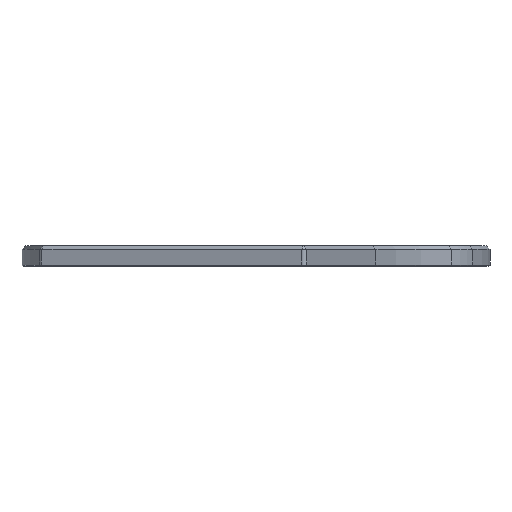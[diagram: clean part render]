
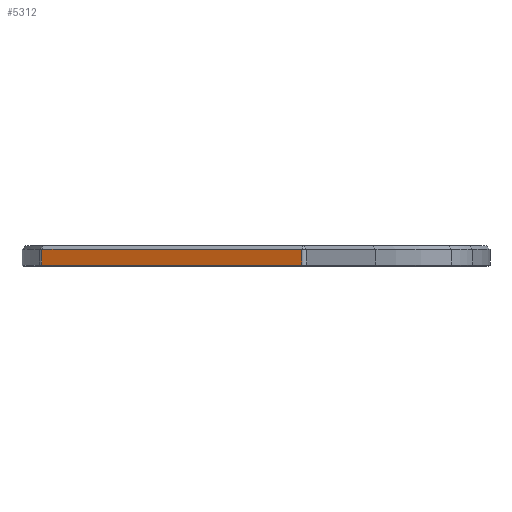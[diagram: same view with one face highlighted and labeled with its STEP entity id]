
A CAD part, left-side view. The second image highlights one B-rep face of the part: STEP entity #5312.
In plain terms, the highlighted planar face has unit normal (-0.94, 0.342, 0).
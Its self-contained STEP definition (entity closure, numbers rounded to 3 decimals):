
#417=FACE_OUTER_BOUND('',#820,.T.);
#820=EDGE_LOOP('',(#4270,#4271,#4272,#4273));
#1274=LINE('',#9092,#1674);
#1287=LINE('',#9149,#1687);
#1288=LINE('',#9153,#1688);
#1289=LINE('',#9154,#1689);
#1674=VECTOR('',#7232,10.);
#1687=VECTOR('',#7293,10.);
#1688=VECTOR('',#7298,10.);
#1689=VECTOR('',#7299,10.);
#2616=VERTEX_POINT('',#9088);
#2617=VERTEX_POINT('',#9090);
#2629=VERTEX_POINT('',#9148);
#2630=VERTEX_POINT('',#9152);
#3216=EDGE_CURVE('',#2617,#2616,#1274,.T.);
#3241=EDGE_CURVE('',#2629,#2616,#1287,.T.);
#3243=EDGE_CURVE('',#2630,#2617,#1288,.T.);
#3244=EDGE_CURVE('',#2629,#2630,#1289,.T.);
#4270=ORIENTED_EDGE('',*,*,#3216,.F.);
#4271=ORIENTED_EDGE('',*,*,#3243,.F.);
#4272=ORIENTED_EDGE('',*,*,#3244,.F.);
#4273=ORIENTED_EDGE('',*,*,#3241,.T.);
#5114=PLANE('',#5956);
#5312=ADVANCED_FACE('',(#417),#5114,.T.);
#5956=AXIS2_PLACEMENT_3D('',#9151,#7296,#7297);
#7232=DIRECTION('',(-0.342,-0.94,0.));
#7293=DIRECTION('',(0.,0.,1.));
#7296=DIRECTION('center_axis',(-0.94,0.342,0.));
#7297=DIRECTION('ref_axis',(-0.342,-0.94,0.));
#7298=DIRECTION('',(0.,0.,1.));
#7299=DIRECTION('',(0.342,0.94,0.));
#9088=CARTESIAN_POINT('',(6.639,-118.,13.28));
#9090=CARTESIAN_POINT('',(42.909,-18.35,13.28));
#9092=CARTESIAN_POINT('',(37.393,-33.505,13.28));
#9148=CARTESIAN_POINT('',(6.639,-118.,7.28));
#9149=CARTESIAN_POINT('',(6.639,-118.,13.78));
#9151=CARTESIAN_POINT('Origin',(42.909,-18.35,13.78));
#9152=CARTESIAN_POINT('',(42.909,-18.35,7.28));
#9153=CARTESIAN_POINT('',(42.909,-18.35,13.78));
#9154=CARTESIAN_POINT('',(37.393,-33.505,7.28));
